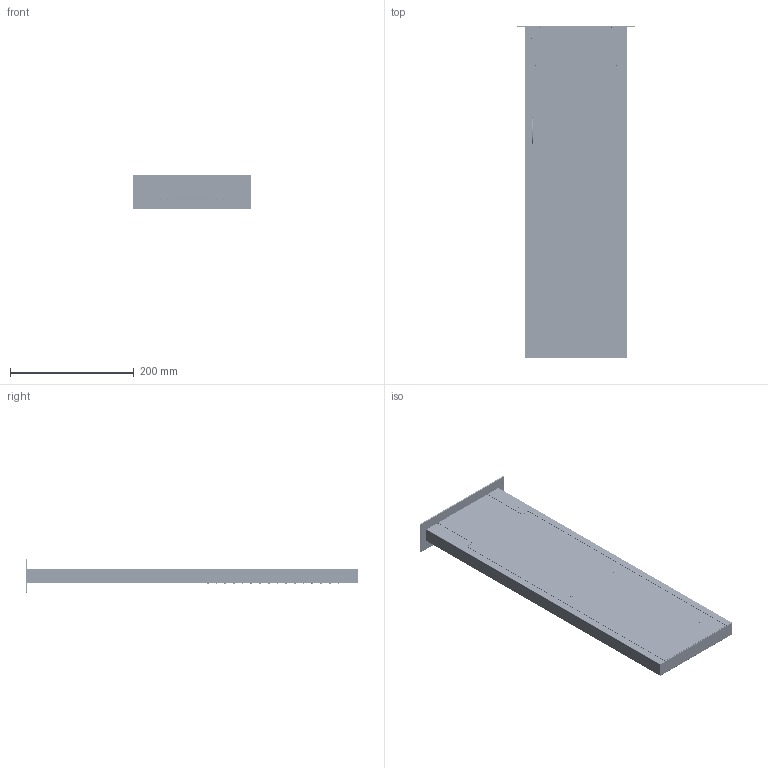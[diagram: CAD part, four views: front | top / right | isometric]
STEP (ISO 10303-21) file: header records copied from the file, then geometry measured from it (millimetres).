
FILE_DESCRIPTION(/* description */ ('Unknown'),/* implementation_level */ '2;1');
FILE_NAME(/* name */ 'M183-00',/* time_stamp */ '2022-11-11T08:13:25+01:00',/* author */ ('Unknown'),/* organization */ ('Unknown'),/* preprocessor_version */ 'ST-DEVELOPER v16.7',/* originating_system */ 'DEX',/* authorisation */ $);
FILE_SCHEMA (('AUTOMOTIVE_DESIGN {1 0 10303 214 3 1 1}'));
Products named in the file (2): M183-00; E044200_05700SC_SEMPL_oa_0
Assembly tree (1 placements, depth 2):
  M183-00
    E044200_05700SC_SEMPL_oa_0
Bounding box: 192 x 537 x 55 mm (x, y, z)
Volume: 286499.2 mm3; surface area: 507466.8 mm2
Topology: 1 solids, 1 shells, 6420 faces, 16297 edges, 10419 vertices
Faces by surface type: cylinder 2705, plane 2573, bspline 736, cone 218, torus 188
Full cylindrical faces by diameter (mm): 4 x44, 5 x4, 5.5 x4, 6.4 x3, 7.2 x4, 7.6 x4, 9.8 x1, 9.9 x1, 10 x1, 12.6 x2, 13 x1, 13.8 x4, 15 x1, 19 x1
Entity records: 254787 total; most frequent: CARTESIAN_POINT 56753, DIRECTION 33028, ORIENTED_EDGE 31006, EDGE_CURVE 15503, AXIS2_PLACEMENT_3D 12174, VERTEX_POINT 10090, LINE 8680, VECTOR 8680
